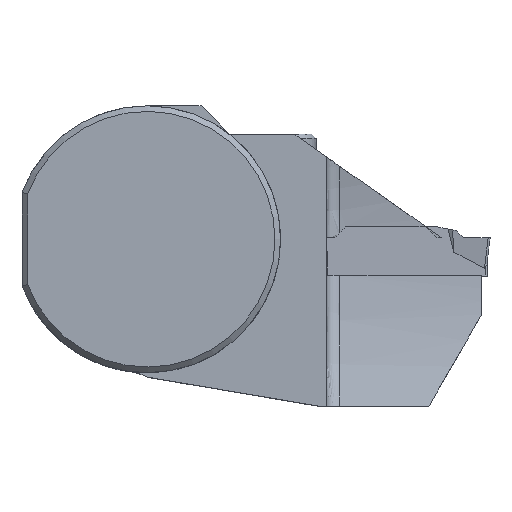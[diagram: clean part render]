
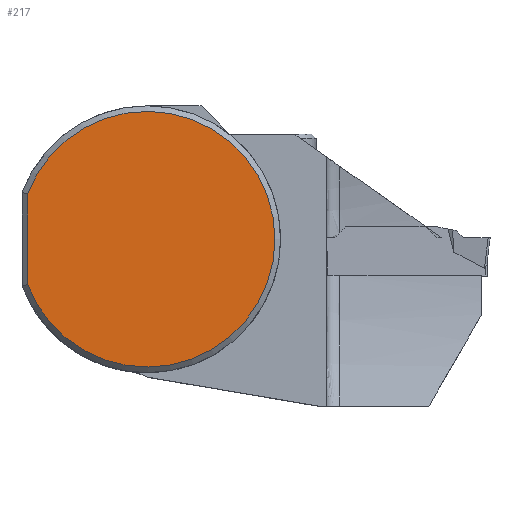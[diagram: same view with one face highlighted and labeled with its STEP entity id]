
A CAD part, top view. The second image highlights one B-rep face of the part: STEP entity #217.
In plain terms, the highlighted planar face has unit normal (0, 0, 1).
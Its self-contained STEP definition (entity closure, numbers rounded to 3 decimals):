
#217=ADVANCED_FACE('',(#330),#269,.F.);
#269=PLANE('',#1486);
#330=FACE_OUTER_BOUND('',#398,.T.);
#398=EDGE_LOOP('',(#947,#948));
#513=LINE('',#2468,#630);
#630=VECTOR('',#1793,1.);
#947=ORIENTED_EDGE('',*,*,#1288,.F.);
#948=ORIENTED_EDGE('',*,*,#1290,.T.);
#1119=VERTEX_POINT('',#2462);
#1120=VERTEX_POINT('',#2467);
#1288=EDGE_CURVE('',#1120,#1119,#513,.T.);
#1290=EDGE_CURVE('',#1120,#1119,#1326,.T.);
#1326=CIRCLE('',#1483,15.325);
#1483=AXIS2_PLACEMENT_3D('',#2473,#1801,#1802);
#1486=AXIS2_PLACEMENT_3D('',#2476,#1807,#1808);
#1793=DIRECTION('',(0.,1.,0.));
#1801=DIRECTION('',(0.,0.,1.));
#1802=DIRECTION('',(1.,0.,0.));
#1807=DIRECTION('',(0.,0.,-1.));
#1808=DIRECTION('',(1.,0.,0.));
#2462=CARTESIAN_POINT('',(-14.325,5.445,0.));
#2467=CARTESIAN_POINT('',(-14.325,-5.445,0.));
#2468=CARTESIAN_POINT('',(-14.325,16.,0.));
#2473=CARTESIAN_POINT('',(0.,0.,0.));
#2476=CARTESIAN_POINT('',(0.,0.,0.));
